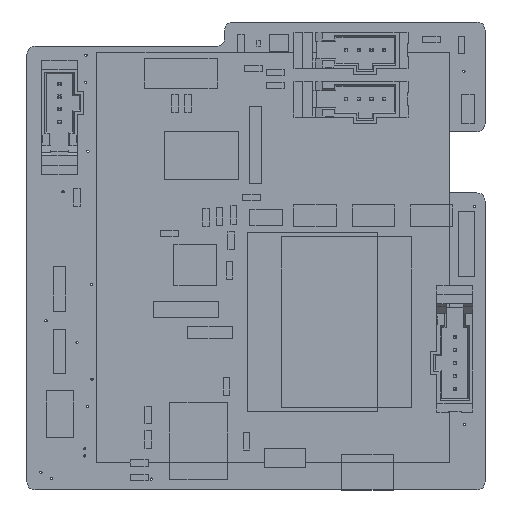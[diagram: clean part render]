
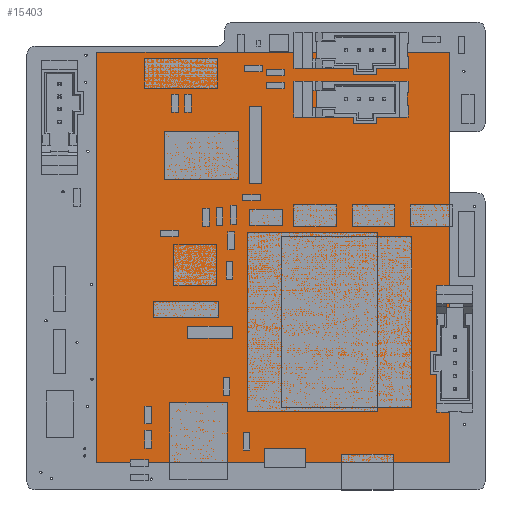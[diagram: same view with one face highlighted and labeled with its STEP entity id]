
A CAD part, top view. The second image highlights one B-rep face of the part: STEP entity #15403.
In plain terms, the highlighted planar face has unit normal (0, 0, 1).
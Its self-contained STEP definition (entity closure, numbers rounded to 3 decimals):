
#1398=PLANE('',#17044);
#2140=FACE_OUTER_BOUND('',#3382,.T.);
#3382=EDGE_LOOP('',(#13738,#13739,#13740,#13741));
#4776=LINE('',#25184,#6196);
#4779=LINE('',#25190,#6199);
#4782=LINE('',#25196,#6202);
#4785=LINE('',#25200,#6205);
#6196=VECTOR('',#21059,10.);
#6199=VECTOR('',#21064,10.);
#6202=VECTOR('',#21069,10.);
#6205=VECTOR('',#21074,10.);
#7980=VERTEX_POINT('',#25181);
#7981=VERTEX_POINT('',#25183);
#7983=VERTEX_POINT('',#25189);
#7985=VERTEX_POINT('',#25195);
#9900=EDGE_CURVE('',#7981,#7980,#4776,.T.);
#9903=EDGE_CURVE('',#7983,#7981,#4779,.T.);
#9906=EDGE_CURVE('',#7985,#7983,#4782,.T.);
#9909=EDGE_CURVE('',#7980,#7985,#4785,.T.);
#13738=ORIENTED_EDGE('',*,*,#9909,.T.);
#13739=ORIENTED_EDGE('',*,*,#9906,.T.);
#13740=ORIENTED_EDGE('',*,*,#9903,.T.);
#13741=ORIENTED_EDGE('',*,*,#9900,.T.);
#15403=ADVANCED_FACE('',(#2140),#1398,.T.);
#17044=AXIS2_PLACEMENT_3D('',#25201,#21075,#21076);
#21059=DIRECTION('',(-1.,0.,0.));
#21064=DIRECTION('',(0.,1.,0.));
#21069=DIRECTION('',(1.,0.,0.));
#21074=DIRECTION('',(0.,-1.,0.));
#21075=DIRECTION('center_axis',(0.,0.,1.));
#21076=DIRECTION('ref_axis',(1.,0.,0.));
#25181=CARTESIAN_POINT('',(0.452,55.5,0.1));
#25183=CARTESIAN_POINT('',(64.5,55.5,0.1));
#25184=CARTESIAN_POINT('',(64.5,55.5,0.1));
#25189=CARTESIAN_POINT('',(64.5,0.452,0.1));
#25190=CARTESIAN_POINT('',(64.5,0.452,0.1));
#25195=CARTESIAN_POINT('',(0.452,0.452,0.1));
#25196=CARTESIAN_POINT('',(0.452,0.452,0.1));
#25200=CARTESIAN_POINT('',(0.452,55.5,0.1));
#25201=CARTESIAN_POINT('Origin',(32.476,27.976,0.1));
